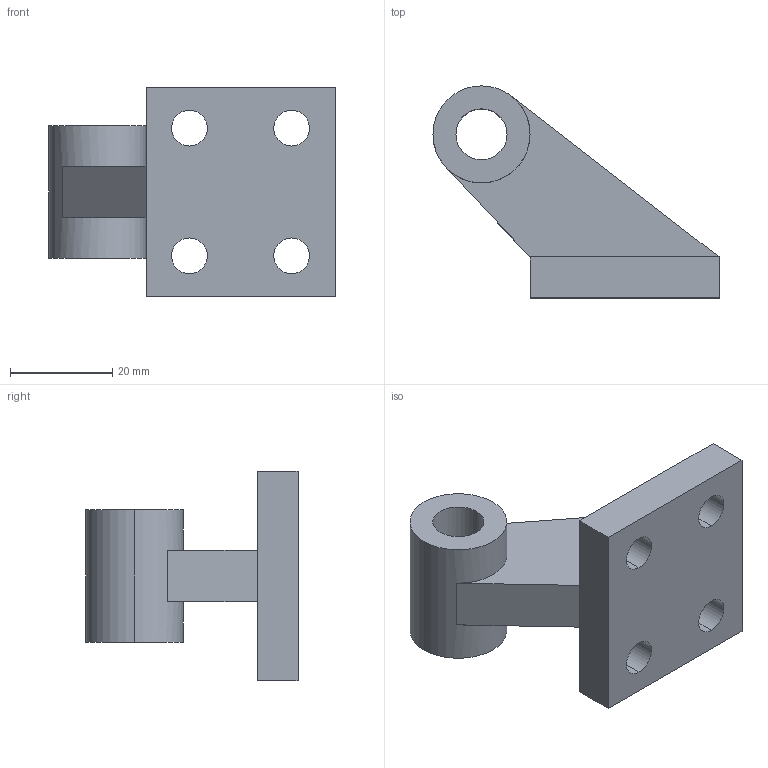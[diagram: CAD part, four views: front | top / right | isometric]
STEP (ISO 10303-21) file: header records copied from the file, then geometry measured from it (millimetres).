
FILE_DESCRIPTION(('HOOPS Exchange Step'),'2;1');
FILE_NAME('export-7ECCCA83-23EA-4CE1-AD99-BC7600BCFB1F.stp','2020-08-25T20:03:48+02:00',('Engineering'),('Alibre'),'HOOPS Exchange 2020.0','Alibre','Unknown authorisation');
FILE_SCHEMA( ('AP242_MANAGED_MODEL_BASED_3D_ENGINEERING_MIM_LF {1 0 10303 442 1 1 4 }') );
Length unit declared in the file: millimetre
Products named in the file (1): 5323 W0950322008 Hinge for model B- Model CETOP GL 032
Bounding box: 56 x 41.5 x 41 mm (x, y, z)
Volume: 22769.6 mm3; surface area: 8834.8 mm2
Topology: 1 solids, 1 shells, 25 faces, 73 edges, 50 vertices
Faces by surface type: plane 13, cylinder 12
Entity records: 906 total; most frequent: DIRECTION 163, CARTESIAN_POINT 150, ORIENTED_EDGE 146, EDGE_CURVE 73, AXIS2_PLACEMENT_3D 63, VERTEX_POINT 50, VECTOR 37, LINE 37
